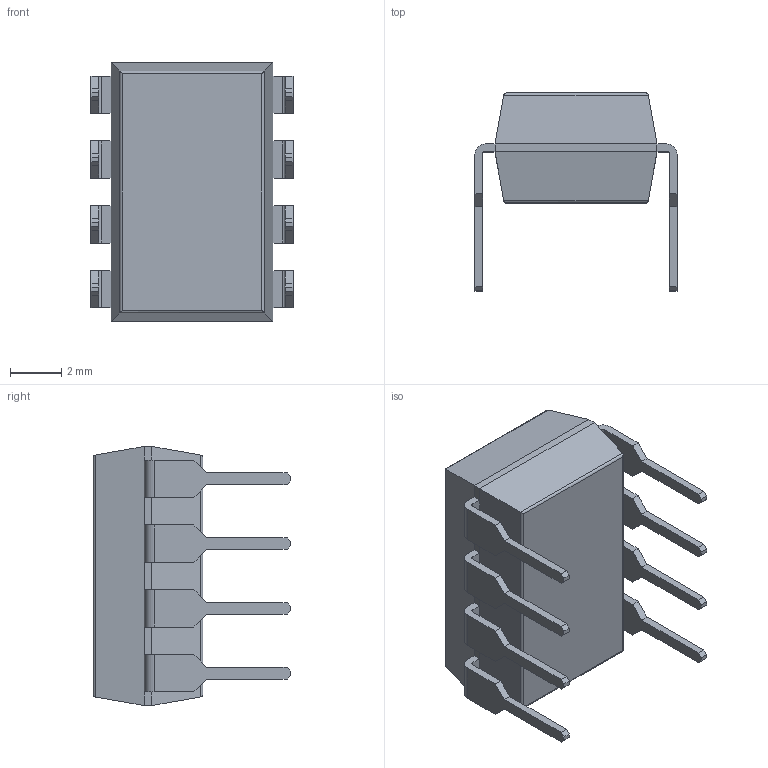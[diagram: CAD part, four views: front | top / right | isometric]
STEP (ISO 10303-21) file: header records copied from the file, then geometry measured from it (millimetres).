
FILE_DESCRIPTION (( 'STEP AP214' ), '1' );
FILE_NAME ('DIP8.step', '2011-03-01T20:04:35', ( 'iLLuSioN' ), ( 'Home' ), 'SwSTEP 2.0', 'SolidWorks 2009', '' );
FILE_SCHEMA (( 'AUTOMOTIVE_DESIGN' ));
Length unit declared in the file: millimetre
Products named in the file (1): DIP8
Bounding box: 7.92 x 7.75 x 10.16 mm (x, y, z)
Volume: 267.4 mm3; surface area: 357.1 mm2
Topology: 1 solids, 1 shells, 154 faces, 408 edges, 256 vertices
Faces by surface type: plane 127, cylinder 27
Entity records: 6387 total; most frequent: CARTESIAN_POINT 879, ORIENTED_EDGE 816, DIRECTION 742, EDGE_CURVE 408, VECTOR 360, LINE 360, VERTEX_POINT 256, AXIS2_PLACEMENT_3D 191
